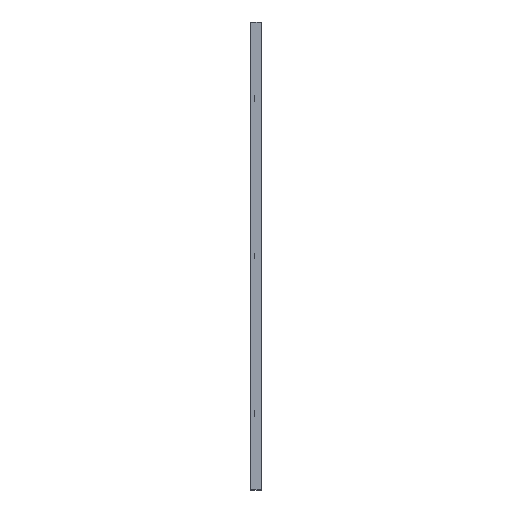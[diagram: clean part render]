
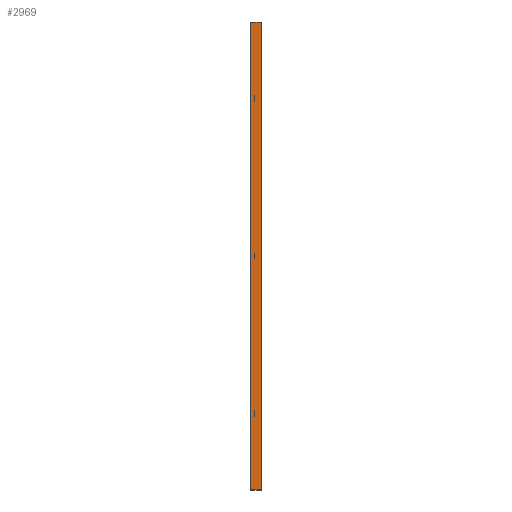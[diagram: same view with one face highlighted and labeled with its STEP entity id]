
A CAD part, left-side view. The second image highlights one B-rep face of the part: STEP entity #2969.
In plain terms, the highlighted planar face has unit normal (-1, 0, 0).
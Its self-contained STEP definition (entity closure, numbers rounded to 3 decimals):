
#32 = DIRECTION ( 'NONE',  ( 0., 0., 1. ) ) ;
#45 = VECTOR ( 'NONE', #32, 1000. ) ;
#72 = DIRECTION ( 'NONE',  ( 0., -1., 0. ) ) ;
#222 = CARTESIAN_POINT ( 'NONE',  ( 0., 10., -446. ) ) ;
#404 = EDGE_CURVE ( 'NONE', #1288, #544, #674, .T. ) ;
#487 = DIRECTION ( 'NONE',  ( 0., 0., -1. ) ) ;
#544 = VERTEX_POINT ( 'NONE', #4006 ) ;
#622 = LINE ( 'NONE', #2631, #3293 ) ;
#674 = LINE ( 'NONE', #2930, #45 ) ;
#823 = LINE ( 'NONE', #2815, #4053 ) ;
#834 = FACE_OUTER_BOUND ( 'NONE', #3054, .T. ) ;
#857 = EDGE_CURVE ( 'NONE', #2223, #1288, #3097, .T. ) ;
#1288 = VERTEX_POINT ( 'NONE', #2392 ) ;
#1577 = CARTESIAN_POINT ( 'NONE',  ( 0., 10., 0. ) ) ;
#1863 = ORIENTED_EDGE ( 'NONE', *, *, #3837, .F. ) ;
#2163 = CARTESIAN_POINT ( 'NONE',  ( 0., 10., 0. ) ) ;
#2223 = VERTEX_POINT ( 'NONE', #222 ) ;
#2238 = EDGE_CURVE ( 'NONE', #2223, #3193, #823, .T. ) ;
#2392 = CARTESIAN_POINT ( 'NONE',  ( 0., 0., -446. ) ) ;
#2508 = PLANE ( 'NONE',  #3743 ) ;
#2631 = CARTESIAN_POINT ( 'NONE',  ( 0., 10., 0. ) ) ;
#2815 = CARTESIAN_POINT ( 'NONE',  ( 0., 10., 0. ) ) ;
#2876 = ORIENTED_EDGE ( 'NONE', *, *, #857, .T. ) ;
#2930 = CARTESIAN_POINT ( 'NONE',  ( 0., 0., 0. ) ) ;
#2969 = ADVANCED_FACE ( 'NONE', ( #834 ), #2508, .F. ) ;
#3009 = CARTESIAN_POINT ( 'NONE',  ( 0., 10., -446. ) ) ;
#3054 = EDGE_LOOP ( 'NONE', ( #4146, #1863, #3072, #2876 ) ) ;
#3072 = ORIENTED_EDGE ( 'NONE', *, *, #2238, .F. ) ;
#3097 = LINE ( 'NONE', #3009, #3623 ) ;
#3137 = DIRECTION ( 'NONE',  ( 0., 0., 1. ) ) ;
#3193 = VERTEX_POINT ( 'NONE', #1577 ) ;
#3293 = VECTOR ( 'NONE', #3943, 1000. ) ;
#3623 = VECTOR ( 'NONE', #72, 1000. ) ;
#3743 = AXIS2_PLACEMENT_3D ( 'NONE', #2163, #3842, #487 ) ;
#3837 = EDGE_CURVE ( 'NONE', #3193, #544, #622, .T. ) ;
#3842 = DIRECTION ( 'NONE',  ( 1., 0., 0. ) ) ;
#3943 = DIRECTION ( 'NONE',  ( 0., -1., 0. ) ) ;
#4006 = CARTESIAN_POINT ( 'NONE',  ( 0., 0., 0. ) ) ;
#4053 = VECTOR ( 'NONE', #3137, 1000. ) ;
#4146 = ORIENTED_EDGE ( 'NONE', *, *, #404, .T. ) ;
